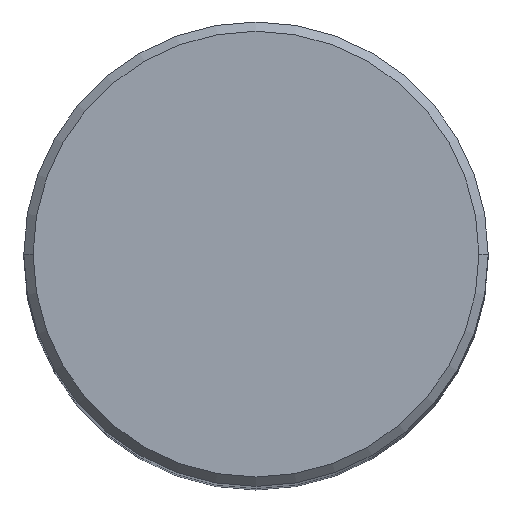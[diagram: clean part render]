
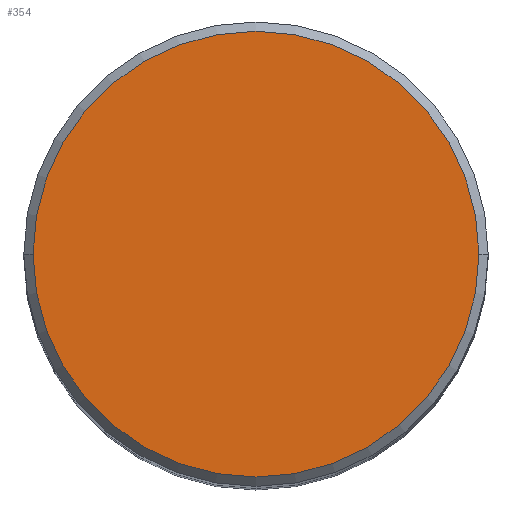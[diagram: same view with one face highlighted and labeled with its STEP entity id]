
A CAD part, top view. The second image highlights one B-rep face of the part: STEP entity #354.
In plain terms, the highlighted planar face has unit normal (0, 0, 1).
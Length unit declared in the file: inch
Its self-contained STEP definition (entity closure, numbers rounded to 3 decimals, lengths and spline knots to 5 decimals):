
#47 = DIRECTION ( 'NONE',  ( 1., 0., 0. ) ) ;
#74 = CIRCLE ( 'NONE', #141, 0.48 ) ;
#82 = CARTESIAN_POINT ( 'NONE',  ( -0.48, 0., 0. ) ) ;
#95 = ORIENTED_EDGE ( 'NONE', *, *, #331, .T. ) ;
#99 = ORIENTED_EDGE ( 'NONE', *, *, #142, .T. ) ;
#108 = CARTESIAN_POINT ( 'NONE',  ( 0., 0.48, 0. ) ) ;
#124 = VERTEX_POINT ( 'NONE', #193 ) ;
#141 = AXIS2_PLACEMENT_3D ( 'NONE', #256, #201, #311 ) ;
#142 = EDGE_CURVE ( 'NONE', #270, #124, #352, .T. ) ;
#162 = CARTESIAN_POINT ( 'NONE',  ( 0., 0., 0. ) ) ;
#166 = PLANE ( 'NONE',  #223 ) ;
#193 = CARTESIAN_POINT ( 'NONE',  ( 0.48, 0., 0. ) ) ;
#201 = DIRECTION ( 'NONE',  ( 0., 0., 1. ) ) ;
#212 = AXIS2_PLACEMENT_3D ( 'NONE', #162, #300, #47 ) ;
#223 = AXIS2_PLACEMENT_3D ( 'NONE', #108, #225, #227 ) ;
#225 = DIRECTION ( 'NONE',  ( 0., 0., -1. ) ) ;
#227 = DIRECTION ( 'NONE',  ( -1., 0., 0. ) ) ;
#256 = CARTESIAN_POINT ( 'NONE',  ( 0., 0., 0. ) ) ;
#270 = VERTEX_POINT ( 'NONE', #82 ) ;
#300 = DIRECTION ( 'NONE',  ( 0., 0., 1. ) ) ;
#311 = DIRECTION ( 'NONE',  ( 1., 0., 0. ) ) ;
#331 = EDGE_CURVE ( 'NONE', #124, #270, #74, .T. ) ;
#335 = EDGE_LOOP ( 'NONE', ( #99, #95 ) ) ;
#340 = FACE_OUTER_BOUND ( 'NONE', #335, .T. ) ;
#352 = CIRCLE ( 'NONE', #212, 0.48 ) ;
#354 = ADVANCED_FACE ( 'NONE', ( #340 ), #166, .F. ) ;
